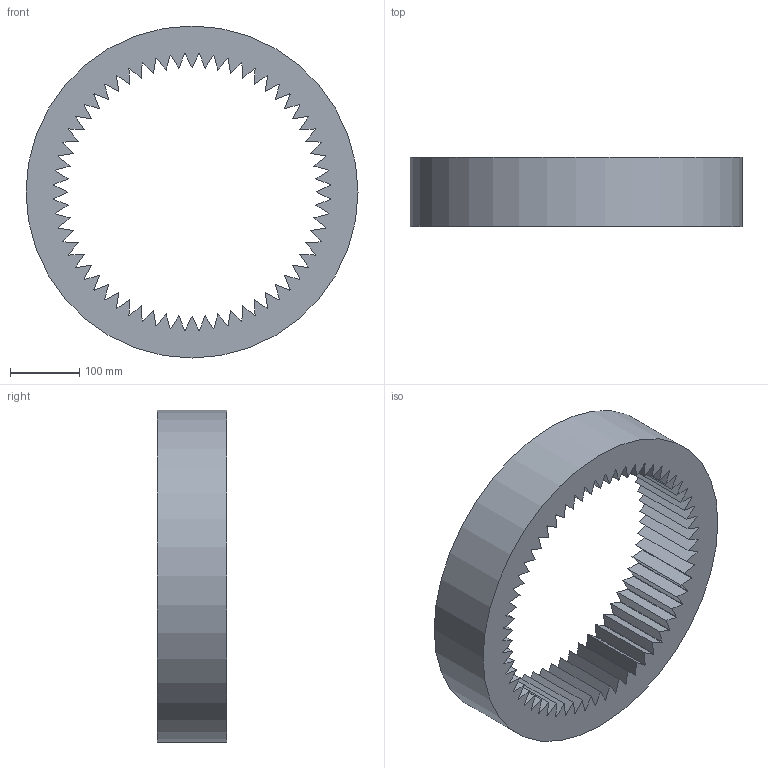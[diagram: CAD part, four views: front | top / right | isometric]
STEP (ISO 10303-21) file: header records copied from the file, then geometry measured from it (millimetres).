
FILE_DESCRIPTION(/* description */ (''),/* implementation_level */ '2;1');
FILE_NAME(/* name */ '2022-05-06_.Hohlradipt.stp',/* time_stamp */ '2022-05-06T11:48:16+02:00',/* author */ ('SCHWAAB'),/* organization */ (''),/* preprocessor_version */ 'ST-DEVELOPER v18.1',/* originating_system */ 'Autodesk Inventor 2020',/* authorisation */ '');
FILE_SCHEMA (('AUTOMOTIVE_DESIGN { 1 0 10303 214 3 1 1 }'));
Length unit declared in the file: millimetre
Products named in the file (1): 2022-05-06_.Hohlradipt
Bounding box: 480 x 100 x 480 mm (x, y, z)
Volume: 6734208.7 mm3; surface area: 556740.9 mm2
Topology: 1 solids, 1 shells, 183 faces, 545 edges, 364 vertices
Faces by surface type: plane 122, cylinder 61
Full cylindrical faces by diameter (mm): 480 x1
Entity records: 6184 total; most frequent: CARTESIAN_POINT 1093, ORIENTED_EDGE 1090, DIRECTION 1037, EDGE_CURVE 545, LINE 421, VECTOR 421, VERTEX_POINT 364, AXIS2_PLACEMENT_3D 308
